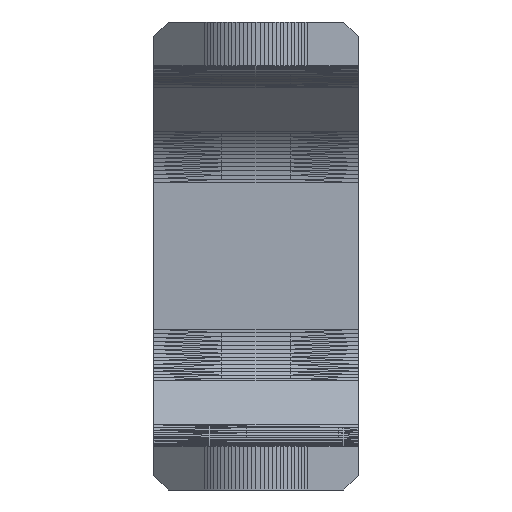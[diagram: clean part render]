
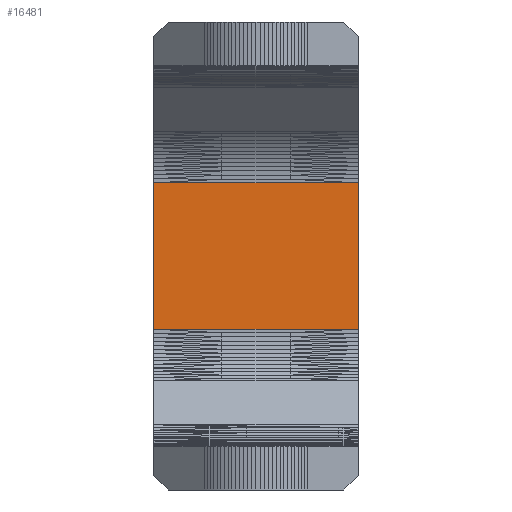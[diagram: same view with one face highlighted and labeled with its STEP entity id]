
A CAD part, left-side view. The second image highlights one B-rep face of the part: STEP entity #16481.
In plain terms, the highlighted free-form (B-spline) face has degree [3, 3] with [4, 4] control points.
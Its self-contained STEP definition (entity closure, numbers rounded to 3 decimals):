
#207=FACE_OUTER_BOUND('',#1573,.T.);
#1573=EDGE_LOOP('',(#10695,#10696,#10697,#10698));
#2791=B_SPLINE_CURVE_WITH_KNOTS('',1,(#17824,#17825),.UNSPECIFIED.,.F.,
 .F.,(2,2),(0.,1.),.UNSPECIFIED.);
#3139=B_SPLINE_CURVE_WITH_KNOTS('',1,(#19753,#19754),.UNSPECIFIED.,.F.,
 .F.,(2,2),(0.,1.),.UNSPECIFIED.);
#3414=B_SPLINE_CURVE_WITH_KNOTS('',1,(#21866,#21867),.UNSPECIFIED.,.F.,
 .F.,(2,2),(0.,1.),.UNSPECIFIED.);
#3464=B_SPLINE_CURVE_WITH_KNOTS('',1,(#22586,#22587),.UNSPECIFIED.,.F.,
 .F.,(2,2),(0.,1.),.UNSPECIFIED.);
#5499=VERTEX_POINT('',#17820);
#5500=VERTEX_POINT('',#17823);
#5788=VERTEX_POINT('',#19749);
#5789=VERTEX_POINT('',#19752);
#6847=EDGE_CURVE('',#5500,#5499,#2791,.T.);
#7195=EDGE_CURVE('',#5789,#5788,#3139,.T.);
#7470=EDGE_CURVE('',#5788,#5500,#3414,.T.);
#7520=EDGE_CURVE('',#5499,#5789,#3464,.T.);
#10695=ORIENTED_EDGE('',*,*,#7195,.T.);
#10696=ORIENTED_EDGE('',*,*,#7470,.T.);
#10697=ORIENTED_EDGE('',*,*,#6847,.T.);
#10698=ORIENTED_EDGE('',*,*,#7520,.T.);
#15119=B_SPLINE_SURFACE_WITH_KNOTS('',3,3,((#22570,#22571,#22572,#22573),
(#22574,#22575,#22576,#22577),(#22578,#22579,#22580,#22581),(#22582,#22583,
#22584,#22585)),.UNSPECIFIED.,.F.,.F.,.F.,(4,4),(4,4),(0.,1.),(0.,1.),
 .UNSPECIFIED.);
#16481=ADVANCED_FACE('',(#207),#15119,.T.);
#17820=CARTESIAN_POINT('',(-31.818,0.,381.));
#17823=CARTESIAN_POINT('',(-31.818,0.,127.));
#17824=CARTESIAN_POINT('Ctrl Pts',(-31.818,0.,127.));
#17825=CARTESIAN_POINT('Ctrl Pts',(-31.818,0.,381.));
#19749=CARTESIAN_POINT('',(-31.818,355.6,127.));
#19752=CARTESIAN_POINT('',(-31.818,355.6,381.));
#19753=CARTESIAN_POINT('Ctrl Pts',(-31.818,355.6,381.));
#19754=CARTESIAN_POINT('Ctrl Pts',(-31.818,355.6,127.));
#21866=CARTESIAN_POINT('Ctrl Pts',(-31.818,355.6,127.));
#21867=CARTESIAN_POINT('Ctrl Pts',(-31.818,0.,127.));
#22570=CARTESIAN_POINT('Ctrl Pts',(-31.818,636.648,712.848));
#22571=CARTESIAN_POINT('Ctrl Pts',(-31.818,330.749,712.848));
#22572=CARTESIAN_POINT('Ctrl Pts',(-31.818,24.851,712.848));
#22573=CARTESIAN_POINT('Ctrl Pts',(-31.818,-281.048,
712.848));
#22574=CARTESIAN_POINT('Ctrl Pts',(-31.818,636.648,406.949));
#22575=CARTESIAN_POINT('Ctrl Pts',(-31.818,330.749,406.949));
#22576=CARTESIAN_POINT('Ctrl Pts',(-31.818,24.851,406.949));
#22577=CARTESIAN_POINT('Ctrl Pts',(-31.818,-281.048,
406.949));
#22578=CARTESIAN_POINT('Ctrl Pts',(-31.818,636.648,101.051));
#22579=CARTESIAN_POINT('Ctrl Pts',(-31.818,330.749,101.051));
#22580=CARTESIAN_POINT('Ctrl Pts',(-31.818,24.851,101.051));
#22581=CARTESIAN_POINT('Ctrl Pts',(-31.818,-281.048,
101.051));
#22582=CARTESIAN_POINT('Ctrl Pts',(-31.818,636.648,-204.848));
#22583=CARTESIAN_POINT('Ctrl Pts',(-31.818,330.749,-204.848));
#22584=CARTESIAN_POINT('Ctrl Pts',(-31.818,24.851,-204.848));
#22585=CARTESIAN_POINT('Ctrl Pts',(-31.818,-281.048,
-204.848));
#22586=CARTESIAN_POINT('Ctrl Pts',(-31.818,0.,381.));
#22587=CARTESIAN_POINT('Ctrl Pts',(-31.818,355.6,381.));
